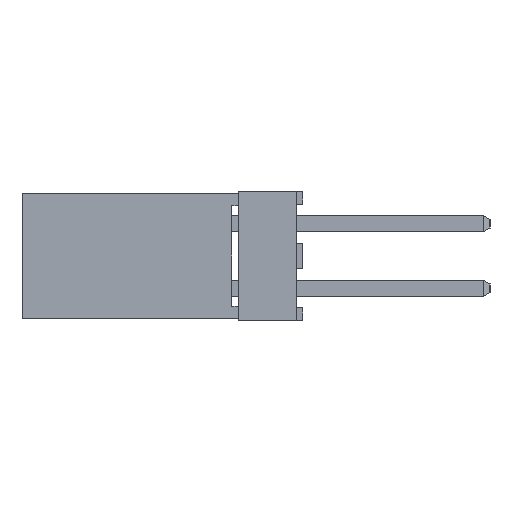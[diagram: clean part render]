
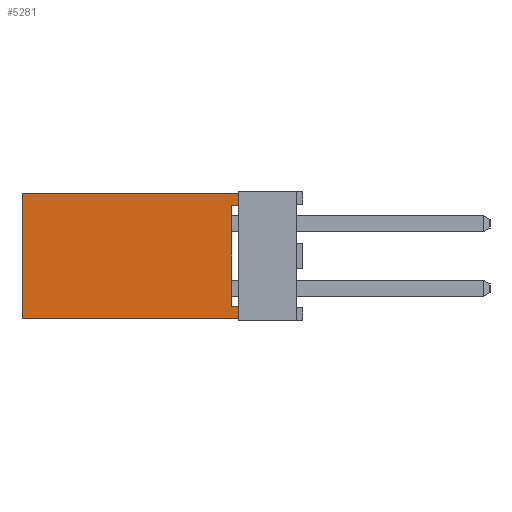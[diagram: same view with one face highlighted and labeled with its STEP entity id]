
A CAD part, left-side view. The second image highlights one B-rep face of the part: STEP entity #5281.
In plain terms, the highlighted planar face has unit normal (-1, 0, 0).
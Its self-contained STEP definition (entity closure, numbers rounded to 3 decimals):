
#259=VERTEX_POINT('',#260);
#260=CARTESIAN_POINT('',(0.0,0.0,-1.969));
#266=EDGE_CURVE('',#259,#267,#269,.F.);
#267=VERTEX_POINT('',#268);
#268=CARTESIAN_POINT('',(0.0,0.0,-2.477));
#269=LINE('',#270,#271);
#270=CARTESIAN_POINT('',(0.0,0.0,-2.477));
#271=VECTOR('',#272,1.0);
#272=DIRECTION('',(0.0,0.0,1.0));
#1112=EDGE_CURVE('',#267,#1113,#1115,.F.);
#1113=VERTEX_POINT('',#1114);
#1114=CARTESIAN_POINT('',(0.0,8.509,-2.477));
#1115=LINE('',#1116,#1117);
#1116=CARTESIAN_POINT('',(0.0,8.509,-2.477));
#1117=VECTOR('',#1118,1.0);
#1118=DIRECTION('',(0.0,-1.0,0.0));
#2699=VERTEX_POINT('',#2700);
#2700=CARTESIAN_POINT('',(0.0,0.254,1.969));
#2706=EDGE_CURVE('',#2699,#2707,#2709,.F.);
#2707=VERTEX_POINT('',#2708);
#2708=CARTESIAN_POINT('',(0.0,0.254,-1.969));
#2709=LINE('',#2710,#2711);
#2710=CARTESIAN_POINT('',(0.0,0.254,-1.969));
#2711=VECTOR('',#2712,1.0);
#2712=DIRECTION('',(0.0,0.0,1.0));
#4546=EDGE_CURVE('',#1113,#4547,#4549,.T.);
#4547=VERTEX_POINT('',#4548);
#4548=CARTESIAN_POINT('',(0.0,8.509,2.477));
#4549=LINE('',#4550,#4551);
#4550=CARTESIAN_POINT('',(0.0,8.509,-2.477));
#4551=VECTOR('',#4552,1.0);
#4552=DIRECTION('',(0.0,0.0,1.0));
#4707=EDGE_CURVE('',#4547,#4708,#4710,.T.);
#4708=VERTEX_POINT('',#4709);
#4709=CARTESIAN_POINT('',(0.0,0.0,2.477));
#4710=LINE('',#4711,#4712);
#4711=CARTESIAN_POINT('',(0.0,8.509,2.477));
#4712=VECTOR('',#4713,1.0);
#4713=DIRECTION('',(0.0,-1.0,0.0));
#5281=ADVANCED_FACE('',(#5282),#5309,.F.);
#5282=FACE_BOUND('',#5283,.T.);
#5283=EDGE_LOOP('',(#5284,#5292,#5298,#5299,#5300,#5301,#5302,#5308));
#5284=ORIENTED_EDGE('',*,*,#5285,.T.);
#5285=EDGE_CURVE('',#2699,#5286,#5288,.T.);
#5286=VERTEX_POINT('',#5287);
#5287=CARTESIAN_POINT('',(0.0,0.0,1.969));
#5288=LINE('',#5289,#5290);
#5289=CARTESIAN_POINT('',(0.0,0.254,1.969));
#5290=VECTOR('',#5291,1.0);
#5291=DIRECTION('',(0.0,-1.0,0.0));
#5292=ORIENTED_EDGE('',*,*,#5293,.T.);
#5293=EDGE_CURVE('',#5286,#4708,#5294,.T.);
#5294=LINE('',#5295,#5296);
#5295=CARTESIAN_POINT('',(0.0,0.0,-2.477));
#5296=VECTOR('',#5297,1.0);
#5297=DIRECTION('',(0.0,0.0,1.0));
#5298=ORIENTED_EDGE('',*,*,#4707,.F.);
#5299=ORIENTED_EDGE('',*,*,#4546,.F.);
#5300=ORIENTED_EDGE('',*,*,#1112,.F.);
#5301=ORIENTED_EDGE('',*,*,#266,.F.);
#5302=ORIENTED_EDGE('',*,*,#5303,.T.);
#5303=EDGE_CURVE('',#259,#2707,#5304,.T.);
#5304=LINE('',#5305,#5306);
#5305=CARTESIAN_POINT('',(0.0,0.0,-1.969));
#5306=VECTOR('',#5307,1.0);
#5307=DIRECTION('',(0.0,1.0,0.0));
#5308=ORIENTED_EDGE('',*,*,#2706,.F.);
#5309=PLANE('',#5310);
#5310=AXIS2_PLACEMENT_3D('',#5311,#5312,#5313);
#5311=CARTESIAN_POINT('',(0.0,8.509,-2.477));
#5312=DIRECTION('',(1.0,0.0,0.0));
#5313=DIRECTION('',(0.0,0.0,-1.0));
